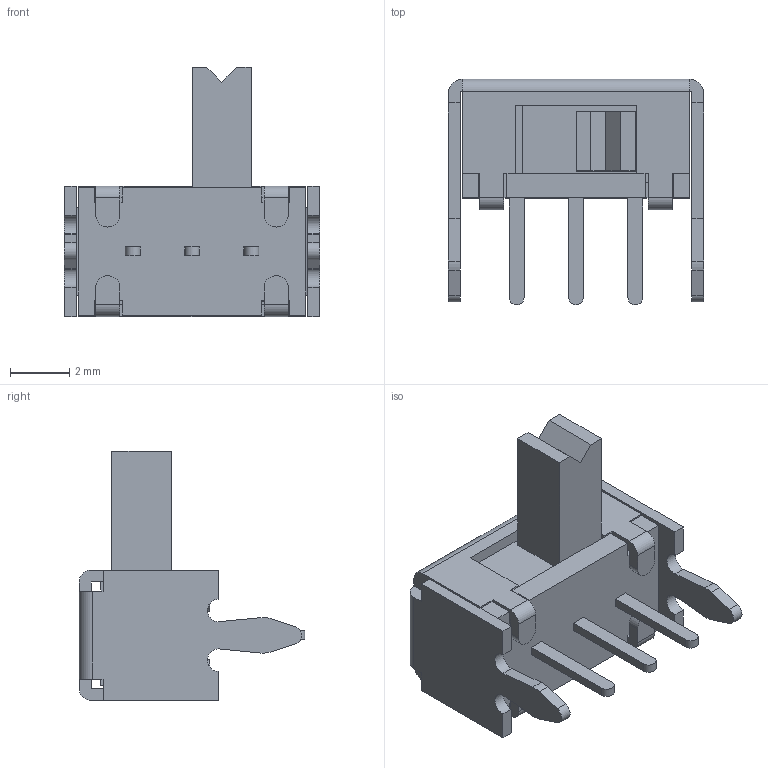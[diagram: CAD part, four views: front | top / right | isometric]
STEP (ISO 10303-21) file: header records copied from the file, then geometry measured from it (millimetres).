
FILE_DESCRIPTION (( 'STEP AP214' ), '1' );
FILE_NAME ('OS102011MA1QN1C.STEP', '2022-04-29T12:39:09', ( '' ), ( '' ), 'SwSTEP 2.0', 'SolidWorks 2018', '' );
FILE_SCHEMA (( 'AUTOMOTIVE_DESIGN' ));
Length unit declared in the file: millimetre
Products named in the file (1): OS102011MA1QN1C
Bounding box: 8.6 x 7.6 x 8.4 mm (x, y, z)
Volume: 138.7 mm3; surface area: 430.1 mm2
Topology: 1 solids, 1 shells, 148 faces, 449 edges, 289 vertices
Faces by surface type: plane 121, cylinder 27
Entity records: 6428 total; most frequent: ORIENTED_EDGE 898, CARTESIAN_POINT 887, DIRECTION 801, EDGE_CURVE 449, VECTOR 395, LINE 395, VERTEX_POINT 289, AXIS2_PLACEMENT_3D 203
